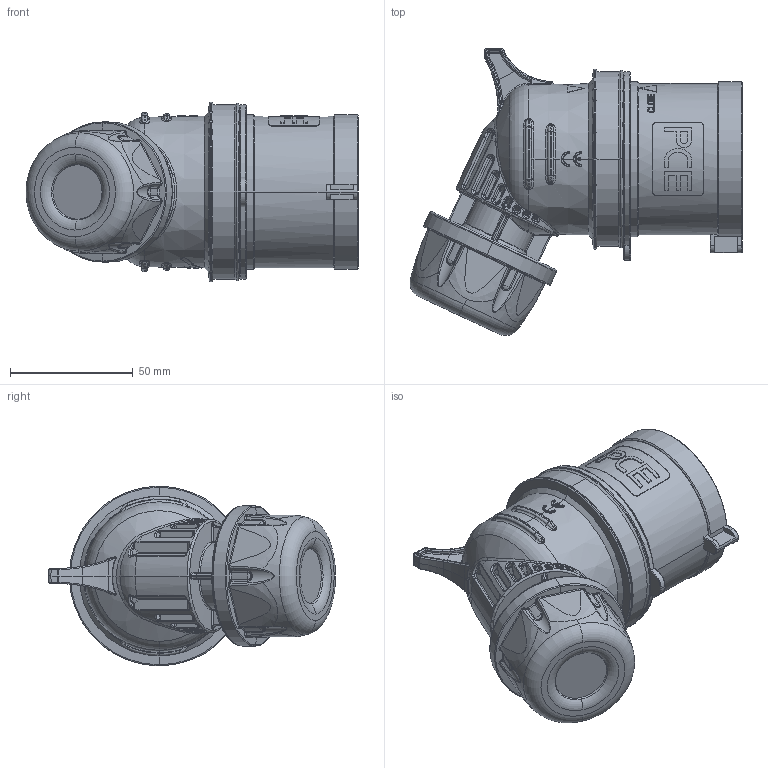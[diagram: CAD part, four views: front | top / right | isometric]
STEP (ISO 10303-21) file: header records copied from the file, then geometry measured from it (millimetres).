
FILE_DESCRIPTION (( 'STEP AP203' ), '1' );
FILE_NAME ('Winkelstecker 32A 5p IP44 ÜWM Shark.STEP', '2021-03-09T15:40:07', ( '' ), ( '' ), 'SwSTEP 2.0', 'SolidWorks 2020', '' );
FILE_SCHEMA (( 'CONFIG_CONTROL_DESIGN' ));
Length unit declared in the file: millimetre
Products named in the file (1): Winkelstecker 32A 5p IP44 郻M Shark
Bounding box: 135.02 x 116.72 x 73.1 mm (x, y, z)
Volume: 285169.8 mm3; surface area: 53172.9 mm2
Topology: 1 solids, 1 shells, 1426 faces, 3445 edges, 2078 vertices
Faces by surface type: bspline 623, plane 266, cylinder 177, torus 157, cone 117, sphere 86
Entity records: 68317 total; most frequent: CARTESIAN_POINT 39804, ORIENTED_EDGE 6878, DIRECTION 4590, EDGE_CURVE 3439, VERTEX_POINT 2078, AXIS2_PLACEMENT_3D 1938, B_SPLINE_CURVE_WITH_KNOTS 1553, EDGE_LOOP 1489
